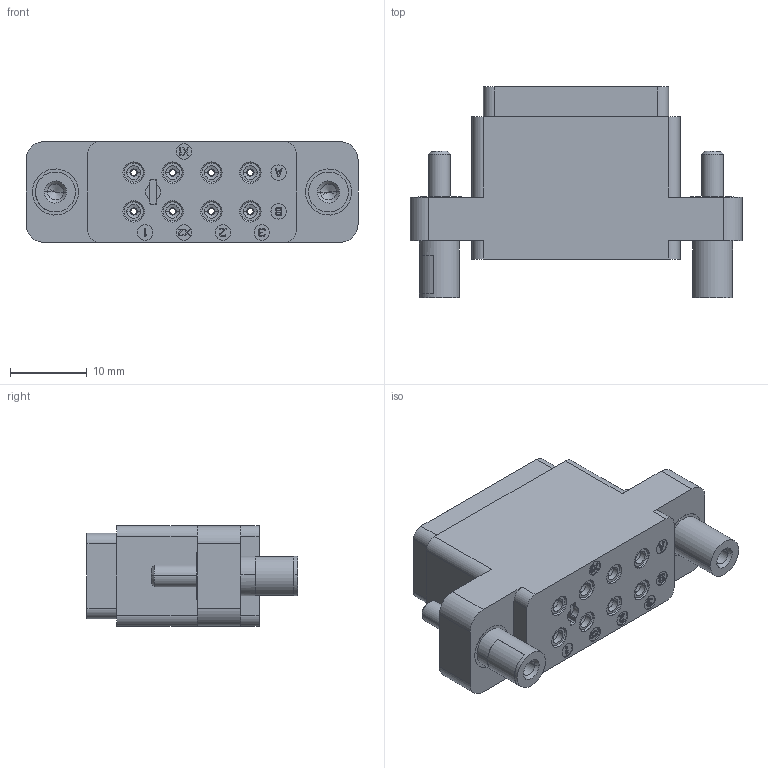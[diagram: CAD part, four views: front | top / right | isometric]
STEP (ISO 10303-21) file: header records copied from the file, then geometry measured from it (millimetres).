
FILE_DESCRIPTION((''),'2;1');
FILE_NAME('00158135302','2020-09-30T',('presta_be4'),(''),'CREO PARAMETRIC BY PTC INC, 2018360','CREO PARAMETRIC BY PTC INC, 2018360','');
FILE_SCHEMA(('CONFIG_CONTROL_DESIGN'));
Length unit declared in the file: millimetre
Products named in the file (1): 00158135302
Bounding box: 43.4 x 27.66 x 13.2 mm (x, y, z)
Volume: 7682.7 mm3; surface area: 6596.8 mm2
Topology: 1 solids, 1 shells, 1295 faces, 3271 edges, 2072 vertices
Faces by surface type: plane 694, cylinder 313, cone 140, torus 112, bspline 36
Entity records: 42937 total; most frequent: CARTESIAN_POINT 11418, DIRECTION 6587, ORIENTED_EDGE 6534, EDGE_CURVE 3267, AXIS2_PLACEMENT_3D 2277, VERTEX_POINT 2072, VECTOR 2033, LINE 2033
